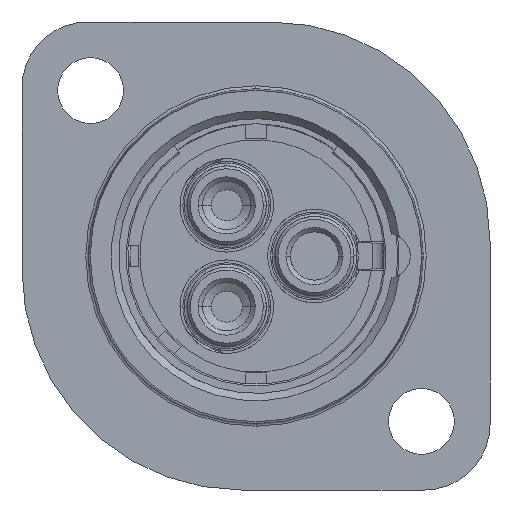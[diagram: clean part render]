
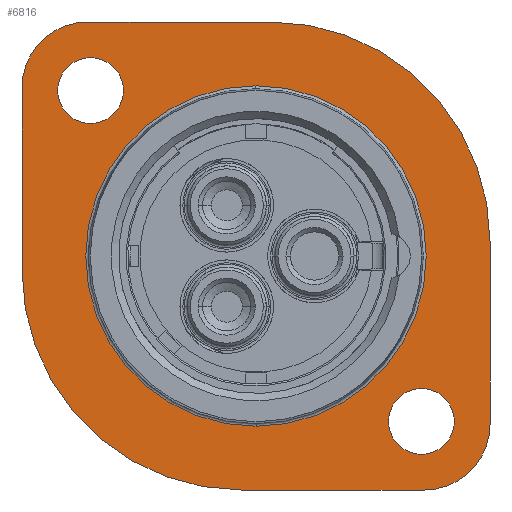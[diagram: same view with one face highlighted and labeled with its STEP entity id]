
A CAD part, left-side view. The second image highlights one B-rep face of the part: STEP entity #6816.
In plain terms, the highlighted planar face has unit normal (-1, 0, 0).
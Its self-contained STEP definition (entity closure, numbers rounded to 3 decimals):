
#200=CARTESIAN_POINT('',(-5.7,0.98,-1.));
#201=DIRECTION('',(-1.,0.,0.));
#202=DIRECTION('',(0.,1.,0.));
#203=AXIS2_PLACEMENT_3D('',#200,#201,#202);
#205=CARTESIAN_POINT('',(-5.7,11.48,11.5));
#206=DIRECTION('',(-1.,0.,0.));
#207=DIRECTION('',(0.,0.,1.));
#208=AXIS2_PLACEMENT_3D('',#205,#206,#207);
#210=CARTESIAN_POINT('',(-5.7,-1.02,1.));
#211=DIRECTION('',(-1.,0.,0.));
#212=DIRECTION('',(0.,-1.,0.));
#213=AXIS2_PLACEMENT_3D('',#210,#211,#212);
#215=CARTESIAN_POINT('',(-5.7,-11.52,-11.5));
#216=DIRECTION('',(-1.,0.,0.));
#217=DIRECTION('',(0.,0.,-1.));
#218=AXIS2_PLACEMENT_3D('',#215,#216,#217);
#220=CARTESIAN_POINT('',(-5.7,11.294,11.314));
#221=DIRECTION('',(1.,0.,0.));
#222=DIRECTION('',(0.,0.,-1.));
#223=AXIS2_PLACEMENT_3D('',#220,#221,#222);
#225=CARTESIAN_POINT('',(-5.7,11.294,11.314));
#226=DIRECTION('',(1.,0.,0.));
#227=DIRECTION('',(0.,0.,1.));
#228=AXIS2_PLACEMENT_3D('',#225,#226,#227);
#230=CARTESIAN_POINT('',(-5.7,-11.334,-11.314));
#231=DIRECTION('',(1.,0.,0.));
#232=DIRECTION('',(0.,0.,-1.));
#233=AXIS2_PLACEMENT_3D('',#230,#231,#232);
#235=CARTESIAN_POINT('',(-5.7,-11.334,-11.314));
#236=DIRECTION('',(1.,0.,0.));
#237=DIRECTION('',(0.,0.,1.));
#238=AXIS2_PLACEMENT_3D('',#235,#236,#237);
#240=CARTESIAN_POINT('',(-5.7,-0.02,0.));
#241=DIRECTION('',(1.,0.,0.));
#242=DIRECTION('',(0.,0.,1.));
#243=AXIS2_PLACEMENT_3D('',#240,#241,#242);
#245=CARTESIAN_POINT('',(-5.7,-0.02,0.));
#246=DIRECTION('',(1.,0.,0.));
#247=DIRECTION('',(0.,0.,-1.));
#248=AXIS2_PLACEMENT_3D('',#245,#246,#247);
#304=DIRECTION('',(0.,-1.,0.));
#305=VECTOR('',#304,12.5);
#306=CARTESIAN_POINT('',(-5.7,0.98,-16.));
#307=LINE('949',#306,#305);
#328=DIRECTION('',(0.,0.,1.));
#329=VECTOR('',#328,12.5);
#330=CARTESIAN_POINT('',(-5.7,-16.02,-11.5));
#331=LINE('942',#330,#329);
#336=DIRECTION('',(0.,1.,0.));
#337=VECTOR('',#336,12.5);
#338=CARTESIAN_POINT('',(-5.7,-1.02,16.));
#339=LINE('944',#338,#337);
#360=DIRECTION('',(0.,0.,-1.));
#361=VECTOR('',#360,12.5);
#362=CARTESIAN_POINT('',(-5.7,15.98,11.5));
#363=LINE('946',#362,#361);
#5295=CARTESIAN_POINT('',(-5.7,-11.52,-16.));
#5296=VERTEX_POINT('',#5295);
#5297=CARTESIAN_POINT('',(-5.7,-16.02,-11.5));
#5298=VERTEX_POINT('',#5297);
#5303=CARTESIAN_POINT('',(-5.7,11.48,16.));
#5304=VERTEX_POINT('',#5303);
#5305=CARTESIAN_POINT('',(-5.7,15.98,11.5));
#5306=VERTEX_POINT('',#5305);
#5311=CARTESIAN_POINT('',(-5.7,15.98,-1.));
#5312=VERTEX_POINT('',#5311);
#5313=CARTESIAN_POINT('',(-5.7,0.98,-16.));
#5314=VERTEX_POINT('',#5313);
#5319=CARTESIAN_POINT('',(-5.7,-16.02,1.));
#5320=VERTEX_POINT('',#5319);
#5321=CARTESIAN_POINT('',(-5.7,-1.02,16.));
#5322=VERTEX_POINT('',#5321);
#5331=CARTESIAN_POINT('',(-5.7,11.294,9.064));
#5332=CARTESIAN_POINT('',(-5.7,11.294,13.564));
#5333=VERTEX_POINT('',#5331);
#5334=VERTEX_POINT('',#5332);
#5335=CARTESIAN_POINT('',(-5.7,-11.334,-13.564));
#5336=CARTESIAN_POINT('',(-5.7,-11.334,-9.064));
#5337=VERTEX_POINT('',#5335);
#5338=VERTEX_POINT('',#5336);
#5444=CARTESIAN_POINT('',(-5.7,-0.02,11.64));
#5445=CARTESIAN_POINT('',(-5.7,-0.02,-11.64));
#5446=VERTEX_POINT('',#5444);
#5447=VERTEX_POINT('',#5445);
#6777=CARTESIAN_POINT('',(-5.7,-0.02,0.));
#6778=DIRECTION('',(-1.,0.,0.));
#6779=DIRECTION('',(0.,1.,0.));
#6780=AXIS2_PLACEMENT_3D('',#6777,#6778,#6779);
#6781=PLANE('275',#6780);
#6783=ORIENTED_EDGE('936',*,*,#6782,.F.);
#6785=ORIENTED_EDGE('946',*,*,#6784,.F.);
#6787=ORIENTED_EDGE('932',*,*,#6786,.F.);
#6789=ORIENTED_EDGE('944',*,*,#6788,.F.);
#6791=ORIENTED_EDGE('940',*,*,#6790,.F.);
#6793=ORIENTED_EDGE('942',*,*,#6792,.F.);
#6795=ORIENTED_EDGE('928',*,*,#6794,.F.);
#6797=ORIENTED_EDGE('949',*,*,#6796,.F.);
#6798=EDGE_LOOP('275',(#6783,#6785,#6787,#6789,#6791,#6793,#6795,#6797));
#6799=FACE_OUTER_BOUND('275',#6798,.F.);
#6801=ORIENTED_EDGE('954',*,*,#6800,.F.);
#6803=ORIENTED_EDGE('955',*,*,#6802,.F.);
#6804=EDGE_LOOP('275',(#6801,#6803));
#6805=FACE_BOUND('275',#6804,.F.);
#6807=ORIENTED_EDGE('956',*,*,#6806,.F.);
#6809=ORIENTED_EDGE('957',*,*,#6808,.F.);
#6810=EDGE_LOOP('275',(#6807,#6809));
#6811=FACE_BOUND('275',#6810,.F.);
#6812=ORIENTED_EDGE('1062',*,*,#6745,.F.);
#6813=ORIENTED_EDGE('1064',*,*,#6723,.F.);
#6814=EDGE_LOOP('275',(#6812,#6813));
#6815=FACE_BOUND('275',#6814,.F.);
#204=CIRCLE('936',#203,15.);
#209=CIRCLE('932',#208,4.5);
#214=CIRCLE('940',#213,15.);
#219=CIRCLE('928',#218,4.5);
#224=CIRCLE('954',#223,2.25);
#229=CIRCLE('955',#228,2.25);
#234=CIRCLE('956',#233,2.25);
#239=CIRCLE('957',#238,2.25);
#244=CIRCLE('1062',#243,11.64);
#249=CIRCLE('1064',#248,11.64);
#6723=EDGE_CURVE('1064',#5447,#5446,#249,.T.);
#6745=EDGE_CURVE('1062',#5446,#5447,#244,.T.);
#6782=EDGE_CURVE('936',#5312,#5314,#204,.T.);
#6784=EDGE_CURVE('946',#5306,#5312,#363,.T.);
#6786=EDGE_CURVE('932',#5304,#5306,#209,.T.);
#6788=EDGE_CURVE('944',#5322,#5304,#339,.T.);
#6790=EDGE_CURVE('940',#5320,#5322,#214,.T.);
#6792=EDGE_CURVE('942',#5298,#5320,#331,.T.);
#6794=EDGE_CURVE('928',#5296,#5298,#219,.T.);
#6796=EDGE_CURVE('949',#5314,#5296,#307,.T.);
#6800=EDGE_CURVE('954',#5333,#5334,#224,.T.);
#6802=EDGE_CURVE('955',#5334,#5333,#229,.T.);
#6806=EDGE_CURVE('956',#5337,#5338,#234,.T.);
#6808=EDGE_CURVE('957',#5338,#5337,#239,.T.);
#6816=ADVANCED_FACE('275',(#6799,#6805,#6811,#6815),#6781,.T.);
